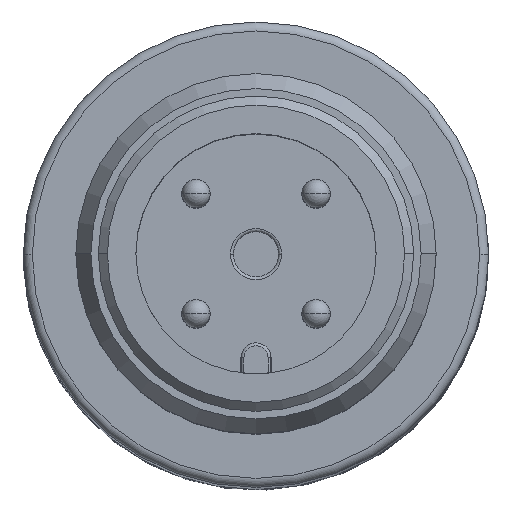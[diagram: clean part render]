
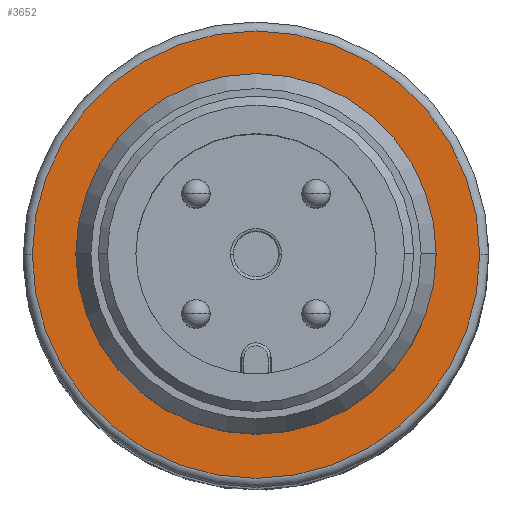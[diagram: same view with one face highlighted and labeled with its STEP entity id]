
A CAD part, top view. The second image highlights one B-rep face of the part: STEP entity #3652.
In plain terms, the highlighted planar face has unit normal (0, 0, 1).
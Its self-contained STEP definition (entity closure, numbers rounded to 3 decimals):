
#256=PLANE('',#6740);
#369=CIRCLE('',#6728,5.5);
#377=CIRCLE('',#6741,7.45);
#378=CIRCLE('',#6742,7.45);
#379=CIRCLE('',#6743,5.5);
#630=VERTEX_POINT('',#5094);
#633=VERTEX_POINT('',#5099);
#642=VERTEX_POINT('',#5128);
#643=VERTEX_POINT('',#5129);
#1460=EDGE_CURVE('',#633,#630,#369,.T.);
#1474=EDGE_CURVE('',#642,#643,#377,.T.);
#1475=EDGE_CURVE('',#643,#642,#378,.T.);
#1476=EDGE_CURVE('',#630,#633,#379,.T.);
#2002=ORIENTED_EDGE('',*,*,#1474,.F.);
#2003=ORIENTED_EDGE('',*,*,#1475,.F.);
#2004=ORIENTED_EDGE('',*,*,#1460,.F.);
#2005=ORIENTED_EDGE('',*,*,#1476,.F.);
#3037=EDGE_LOOP('',(#2002,#2003));
#3038=EDGE_LOOP('',(#2004,#2005));
#3345=FACE_BOUND('',#3037,.T.);
#3346=FACE_BOUND('',#3038,.T.);
#3652=ADVANCED_FACE('',(#3345,#3346),#256,.F.);
#3988=DIRECTION('',(0.,0.,1.));
#3989=DIRECTION('',(-5.5,0.,0.));
#4017=DIRECTION('',(0.,0.,-1.));
#4018=DIRECTION('',(0.,0.,-1.));
#4019=DIRECTION('',(-7.45,0.,0.));
#4020=DIRECTION('',(0.,0.,-1.));
#4021=DIRECTION('',(-7.45,0.,0.));
#4022=DIRECTION('',(0.,0.,1.));
#4023=DIRECTION('',(-5.5,0.,0.));
#5094=CARTESIAN_POINT('',(-5.5,0.,39.1));
#5099=CARTESIAN_POINT('',(5.5,0.,39.1));
#5100=CARTESIAN_POINT('',(0.,0.,39.1));
#5126=CARTESIAN_POINT('',(0.,0.,39.1));
#5127=CARTESIAN_POINT('',(0.,0.,39.1));
#5128=CARTESIAN_POINT('',(7.45,0.,39.1));
#5129=CARTESIAN_POINT('',(-7.45,0.,39.1));
#5130=CARTESIAN_POINT('',(0.,0.,39.1));
#5131=CARTESIAN_POINT('',(0.,0.,39.1));
#6728=AXIS2_PLACEMENT_3D('',#5100,#3988,#3989);
#6740=AXIS2_PLACEMENT_3D('',#5126,#4017,$);
#6741=AXIS2_PLACEMENT_3D('',#5127,#4018,#4019);
#6742=AXIS2_PLACEMENT_3D('',#5130,#4020,#4021);
#6743=AXIS2_PLACEMENT_3D('',#5131,#4022,#4023);
